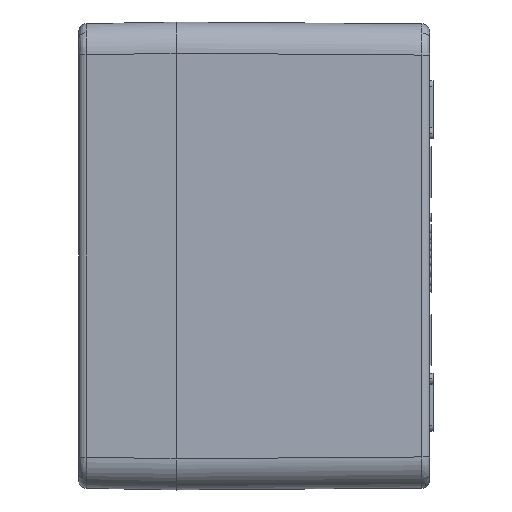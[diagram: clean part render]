
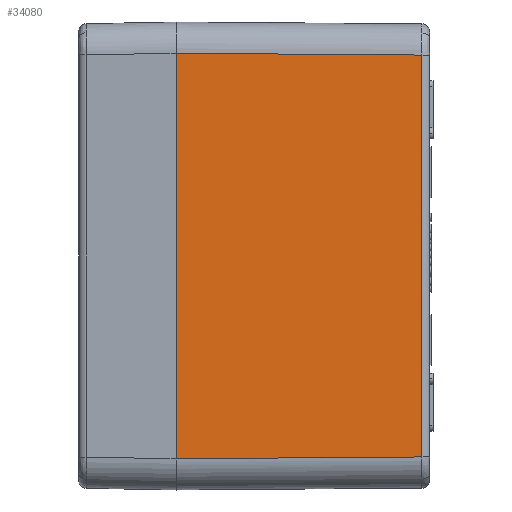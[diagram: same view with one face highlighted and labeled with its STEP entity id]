
A CAD part, left-side view. The second image highlights one B-rep face of the part: STEP entity #34080.
In plain terms, the highlighted planar face has unit normal (-1, -0.007, 0).
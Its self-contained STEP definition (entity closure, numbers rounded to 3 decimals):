
#275 = CARTESIAN_POINT ( 'NONE',  ( -110., 2., -60. ) ) ;
#910 = AXIS2_PLACEMENT_3D ( 'NONE', #275, #5028, #38057 ) ;
#1070 = DIRECTION ( 'NONE',  ( 0.007, -1., 0.007 ) ) ;
#1110 = CARTESIAN_POINT ( 'NONE',  ( -109.985, 0., 51.986 ) ) ;
#4189 = EDGE_CURVE ( 'NONE', #15965, #44431, #45150, .T. ) ;
#5028 = DIRECTION ( 'NONE',  ( -1., -0.007, 0. ) ) ;
#5592 = VECTOR ( 'NONE', #27486, 1000. ) ;
#7976 = CARTESIAN_POINT ( 'NONE',  ( -109.985, 0., -51.986 ) ) ;
#10929 = EDGE_CURVE ( 'NONE', #44431, #24779, #54412, .T. ) ;
#15965 = VERTEX_POINT ( 'NONE', #7976 ) ;
#19404 = EDGE_CURVE ( 'NONE', #24779, #60666, #52169, .T. ) ;
#20362 = DIRECTION ( 'NONE',  ( 0., 0., -1. ) ) ;
#21543 = VECTOR ( 'NONE', #1070, 1000. ) ;
#21610 = ORIENTED_EDGE ( 'NONE', *, *, #19404, .T. ) ;
#21692 = CARTESIAN_POINT ( 'NONE',  ( -109.523, -63.015, -51.524 ) ) ;
#24779 = VERTEX_POINT ( 'NONE', #46099 ) ;
#27251 = EDGE_LOOP ( 'NONE', ( #47596, #39891, #21610, #49543 ) ) ;
#27486 = DIRECTION ( 'NONE',  ( 0., 0., 1. ) ) ;
#32699 = EDGE_CURVE ( 'NONE', #60666, #15965, #39689, .T. ) ;
#34080 = ADVANCED_FACE ( 'NONE', ( #56649 ), #52121, .T. ) ;
#34111 = CARTESIAN_POINT ( 'NONE',  ( -110., 2.059, -52.001 ) ) ;
#34387 = CARTESIAN_POINT ( 'NONE',  ( -109.985, 0., -60. ) ) ;
#38057 = DIRECTION ( 'NONE',  ( 0.007, -1., 0. ) ) ;
#39689 = LINE ( 'NONE', #34387, #50802 ) ;
#39891 = ORIENTED_EDGE ( 'NONE', *, *, #10929, .T. ) ;
#44431 = VERTEX_POINT ( 'NONE', #21692 ) ;
#45150 = LINE ( 'NONE', #34111, #21543 ) ;
#46032 = DIRECTION ( 'NONE',  ( -0.007, 1., 0.007 ) ) ;
#46099 = CARTESIAN_POINT ( 'NONE',  ( -109.523, -63.015, 51.524 ) ) ;
#46232 = CARTESIAN_POINT ( 'NONE',  ( -109.523, -63.015, 51.509 ) ) ;
#47596 = ORIENTED_EDGE ( 'NONE', *, *, #4189, .T. ) ;
#49208 = VECTOR ( 'NONE', #46032, 1000. ) ;
#49543 = ORIENTED_EDGE ( 'NONE', *, *, #32699, .T. ) ;
#50802 = VECTOR ( 'NONE', #20362, 1000. ) ;
#52121 = PLANE ( 'NONE',  #910 ) ;
#52169 = LINE ( 'NONE', #60378, #49208 ) ;
#54412 = LINE ( 'NONE', #46232, #5592 ) ;
#56649 = FACE_OUTER_BOUND ( 'NONE', #27251, .T. ) ;
#60378 = CARTESIAN_POINT ( 'NONE',  ( -109.994, 1.179, 51.994 ) ) ;
#60666 = VERTEX_POINT ( 'NONE', #1110 ) ;
